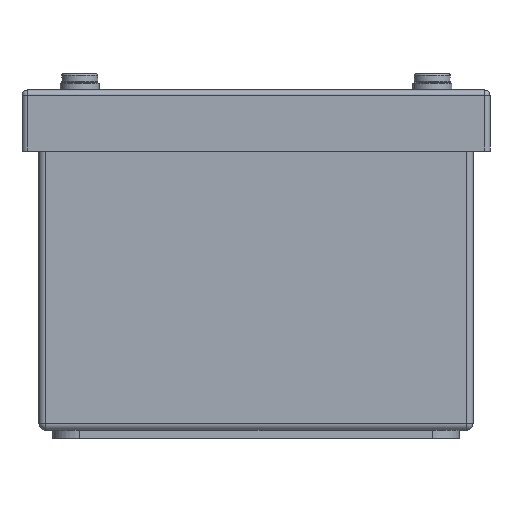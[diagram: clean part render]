
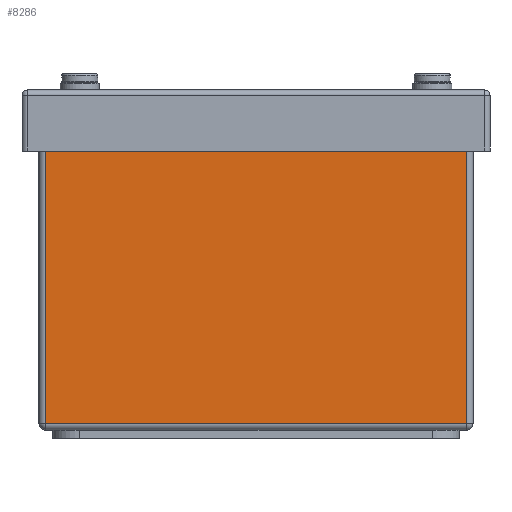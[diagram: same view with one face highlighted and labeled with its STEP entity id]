
A CAD part, left-side view. The second image highlights one B-rep face of the part: STEP entity #8286.
In plain terms, the highlighted planar face has unit normal (-1, 0, 0).
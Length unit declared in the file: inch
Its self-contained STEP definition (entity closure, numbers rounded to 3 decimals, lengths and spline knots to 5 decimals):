
#945 = LINE ( 'NONE', #8384, #14875 ) ;
#1031 = VECTOR ( 'NONE', #18113, 39.37008 ) ;
#1058 = ORIENTED_EDGE ( 'NONE', *, *, #17034, .T. ) ;
#3272 = DIRECTION ( 'NONE',  ( 0., 1., 0. ) ) ;
#3877 = LINE ( 'NONE', #7400, #5124 ) ;
#5124 = VECTOR ( 'NONE', #14255, 39.37008 ) ;
#5758 = CARTESIAN_POINT ( 'NONE',  ( 0., 3.94, 0.06 ) ) ;
#5997 = CARTESIAN_POINT ( 'NONE',  ( 0., 3.94, 2.94 ) ) ;
#7400 = CARTESIAN_POINT ( 'NONE',  ( 0., 0.06, 3. ) ) ;
#7555 = VERTEX_POINT ( 'NONE', #21974 ) ;
#8286 = ADVANCED_FACE ( 'NONE', ( #17023 ), #17263, .F. ) ;
#8384 = CARTESIAN_POINT ( 'NONE',  ( 0., 3.94, 0. ) ) ;
#9191 = ORIENTED_EDGE ( 'NONE', *, *, #18924, .T. ) ;
#9737 = CARTESIAN_POINT ( 'NONE',  ( 0., 4., 3. ) ) ;
#13174 = ORIENTED_EDGE ( 'NONE', *, *, #14428, .T. ) ;
#13380 = VECTOR ( 'NONE', #3272, 39.37008 ) ;
#13390 = ORIENTED_EDGE ( 'NONE', *, *, #22322, .T. ) ;
#13818 = VERTEX_POINT ( 'NONE', #5997 ) ;
#14069 = EDGE_LOOP ( 'NONE', ( #13390, #1058, #13174, #9191 ) ) ;
#14255 = DIRECTION ( 'NONE',  ( 0., 0., 1. ) ) ;
#14337 = CARTESIAN_POINT ( 'NONE',  ( 0., 4., 2.94 ) ) ;
#14428 = EDGE_CURVE ( 'NONE', #21738, #13818, #23675, .T. ) ;
#14875 = VECTOR ( 'NONE', #15799, 39.37008 ) ;
#14960 = AXIS2_PLACEMENT_3D ( 'NONE', #9737, #22718, #15193 ) ;
#15193 = DIRECTION ( 'NONE',  ( 0., 0., -1. ) ) ;
#15799 = DIRECTION ( 'NONE',  ( 0., 0., -1. ) ) ;
#17023 = FACE_OUTER_BOUND ( 'NONE', #14069, .T. ) ;
#17034 = EDGE_CURVE ( 'NONE', #7555, #21738, #3877, .T. ) ;
#17263 = PLANE ( 'NONE',  #14960 ) ;
#18113 = DIRECTION ( 'NONE',  ( 0., -1., 0. ) ) ;
#18537 = VERTEX_POINT ( 'NONE', #5758 ) ;
#18669 = CARTESIAN_POINT ( 'NONE',  ( 0., 4., 0.06 ) ) ;
#18924 = EDGE_CURVE ( 'NONE', #13818, #18537, #945, .T. ) ;
#20507 = LINE ( 'NONE', #18669, #1031 ) ;
#21738 = VERTEX_POINT ( 'NONE', #22276 ) ;
#21974 = CARTESIAN_POINT ( 'NONE',  ( 0., 0.06, 0.06 ) ) ;
#22276 = CARTESIAN_POINT ( 'NONE',  ( 0., 0.06, 2.94 ) ) ;
#22322 = EDGE_CURVE ( 'NONE', #18537, #7555, #20507, .T. ) ;
#22718 = DIRECTION ( 'NONE',  ( 1., 0., 0. ) ) ;
#23675 = LINE ( 'NONE', #14337, #13380 ) ;
